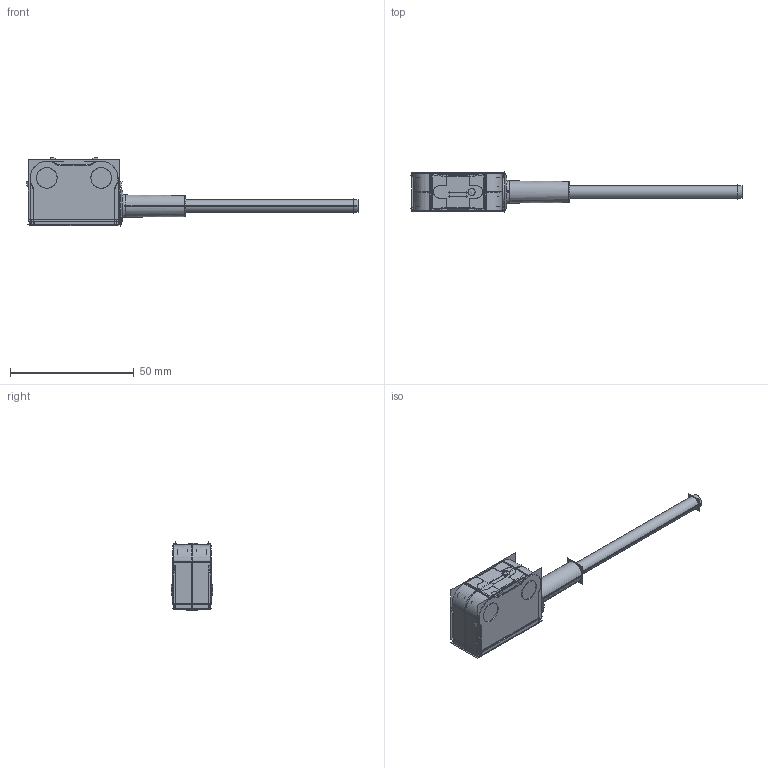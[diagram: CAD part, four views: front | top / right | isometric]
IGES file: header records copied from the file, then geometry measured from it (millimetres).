
Start section:  PTC IGES file: 209643.igs
Global section: file name: 209643.igs; native system: Creo Parametric by PTC Inc.; preprocessor: 2018300; author: pdmadmin; organization: Unknown; date: 20190328.141057; units: millimetre
Bounding box: 134.33 x 16.86 x 28.28 mm (x, y, z)
Volume: 17877.5 mm3; surface area: 88379.3 mm2
Topology: 2 solids, 2 shells, 1354 faces, 8912 edges, 12725 vertices
Faces by surface type: revolution 844, bspline 510
